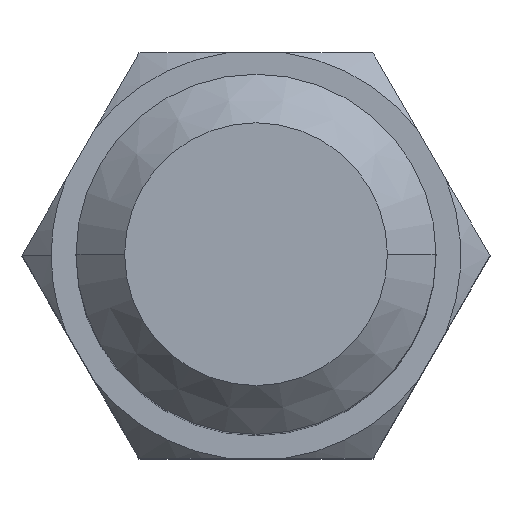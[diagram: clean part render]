
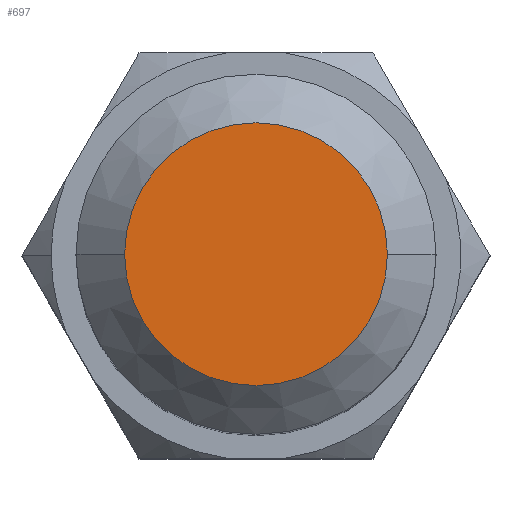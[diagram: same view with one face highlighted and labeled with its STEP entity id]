
A CAD part, top view. The second image highlights one B-rep face of the part: STEP entity #697.
In plain terms, the highlighted planar face has unit normal (0, 0, 1).
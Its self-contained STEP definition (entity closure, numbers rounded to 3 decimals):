
#18 = EDGE_CURVE ( 'NONE', #765, #488, #855, .T. ) ;
#38 = PLANE ( 'NONE',  #280 ) ;
#46 = DIRECTION ( 'NONE',  ( 1., 0., 0. ) ) ;
#63 = ORIENTED_EDGE ( 'NONE', *, *, #530, .T. ) ;
#125 = DIRECTION ( 'NONE',  ( 0., 0., 1. ) ) ;
#145 = AXIS2_PLACEMENT_3D ( 'NONE', #1073, #886, #971 ) ;
#231 = ORIENTED_EDGE ( 'NONE', *, *, #18, .T. ) ;
#264 = CARTESIAN_POINT ( 'NONE',  ( 6.75, 0., 66. ) ) ;
#280 = AXIS2_PLACEMENT_3D ( 'NONE', #627, #125, #46 ) ;
#468 = AXIS2_PLACEMENT_3D ( 'NONE', #535, #704, #991 ) ;
#486 = CARTESIAN_POINT ( 'NONE',  ( -6.75, 0., 66. ) ) ;
#488 = VERTEX_POINT ( 'NONE', #264 ) ;
#530 = EDGE_CURVE ( 'NONE', #488, #765, #760, .T. ) ;
#535 = CARTESIAN_POINT ( 'NONE',  ( 0., 0., 66. ) ) ;
#554 = FACE_OUTER_BOUND ( 'NONE', #1051, .T. ) ;
#627 = CARTESIAN_POINT ( 'NONE',  ( 0., 0., 66. ) ) ;
#697 = ADVANCED_FACE ( 'NONE', ( #554 ), #38, .T. ) ;
#704 = DIRECTION ( 'NONE',  ( 0., 0., 1. ) ) ;
#760 = CIRCLE ( 'NONE', #468, 6.75 ) ;
#765 = VERTEX_POINT ( 'NONE', #486 ) ;
#855 = CIRCLE ( 'NONE', #145, 6.75 ) ;
#886 = DIRECTION ( 'NONE',  ( 0., 0., 1. ) ) ;
#971 = DIRECTION ( 'NONE',  ( 1., 0., 0. ) ) ;
#991 = DIRECTION ( 'NONE',  ( 1., 0., 0. ) ) ;
#1051 = EDGE_LOOP ( 'NONE', ( #231, #63 ) ) ;
#1073 = CARTESIAN_POINT ( 'NONE',  ( 0., 0., 66. ) ) ;
